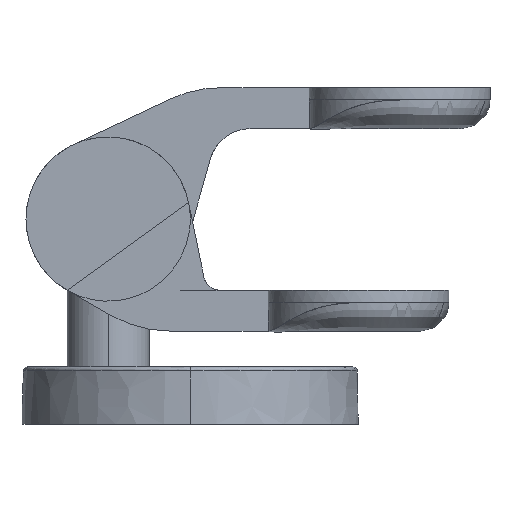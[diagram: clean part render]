
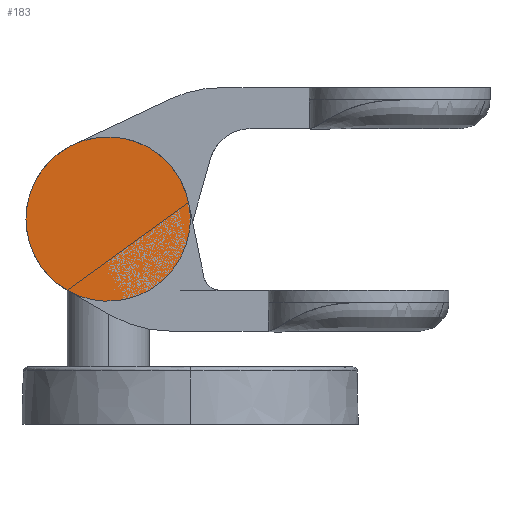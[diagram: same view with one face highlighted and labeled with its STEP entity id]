
A CAD part, left-side view. The second image highlights one B-rep face of the part: STEP entity #183.
In plain terms, the highlighted free-form (B-spline) face has degree [1, 1] with [2, 2] control points.
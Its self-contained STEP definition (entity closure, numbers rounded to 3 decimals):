
#63=B_SPLINE_SURFACE_WITH_KNOTS('',1,1,((#7217,#7218),(#7219,#7220)),
 .UNSPECIFIED.,.F.,.F.,.F.,(2,2),(2,2),(-12.5,12.5),(-2.5,22.5),
 .UNSPECIFIED.);
#183=ADVANCED_FACE('',(#274),#63,.T.);
#274=FACE_OUTER_BOUND('',#373,.T.);
#373=EDGE_LOOP('',(#751,#752));
#751=ORIENTED_EDGE('',*,*,#2364,.T.);
#752=ORIENTED_EDGE('',*,*,#2362,.F.);
#1145=PCURVE('',#2828,#1541);
#1147=PCURVE('',#63,#1543);
#1148=PCURVE('',#63,#1544);
#1150=PCURVE('',#2829,#1546);
#1541=DEFINITIONAL_REPRESENTATION('',(#1899),#7789);
#1543=DEFINITIONAL_REPRESENTATION('',(#2627),#7789);
#1544=DEFINITIONAL_REPRESENTATION('',(#2628),#7789);
#1546=DEFINITIONAL_REPRESENTATION('',(#1902),#7789);
#1899=B_SPLINE_CURVE_WITH_KNOTS('',1,(#7266,#7267),.UNSPECIFIED.,.F.,.F.,
(2,2),(-62.832,-31.416),.UNSPECIFIED.);
#1902=B_SPLINE_CURVE_WITH_KNOTS('',1,(#7289,#7290),.UNSPECIFIED.,.F.,.F.,
(2,2),(0.,31.416),.UNSPECIFIED.);
#2138=SURFACE_CURVE('',#2624,(#1145,#1148),.PCURVE_S1.);
#2140=SURFACE_CURVE('',#2626,(#1147,#1150),.PCURVE_S1.);
#2362=EDGE_CURVE('',#2766,#2768,#2138,.T.);
#2364=EDGE_CURVE('',#2766,#2768,#2140,.T.);
#2624=(
BOUNDED_CURVE()
B_SPLINE_CURVE(2,(#7261,#7262,#7263,#7264,#7265),.UNSPECIFIED.,.F.,.F.)
B_SPLINE_CURVE_WITH_KNOTS((3,2,3),(-62.832,-47.124,
-31.416),.UNSPECIFIED.)
CURVE()
GEOMETRIC_REPRESENTATION_ITEM()
RATIONAL_B_SPLINE_CURVE((1.,0.707,1.,0.707,1.))
REPRESENTATION_ITEM('')
);
#2626=(
BOUNDED_CURVE()
B_SPLINE_CURVE(2,(#7272,#7273,#7274,#7275,#7276),.UNSPECIFIED.,.F.,.F.)
B_SPLINE_CURVE_WITH_KNOTS((3,2,3),(0.,15.708,31.416),
 .UNSPECIFIED.)
CURVE()
GEOMETRIC_REPRESENTATION_ITEM()
RATIONAL_B_SPLINE_CURVE((1.,0.707,1.,0.707,1.))
REPRESENTATION_ITEM('')
);
#2627=(
BOUNDED_CURVE()
B_SPLINE_CURVE(2,(#7277,#7278,#7279,#7280,#7281),.UNSPECIFIED.,.F.,.F.)
B_SPLINE_CURVE_WITH_KNOTS((3,2,3),(0.,15.708,31.416),
 .UNSPECIFIED.)
CURVE()
GEOMETRIC_REPRESENTATION_ITEM()
RATIONAL_B_SPLINE_CURVE((1.,0.707,1.,0.707,1.))
REPRESENTATION_ITEM('')
);
#2628=(
BOUNDED_CURVE()
B_SPLINE_CURVE(2,(#7282,#7283,#7284,#7285,#7286),.UNSPECIFIED.,.F.,.F.)
B_SPLINE_CURVE_WITH_KNOTS((3,2,3),(-62.832,-47.124,
-31.416),.UNSPECIFIED.)
CURVE()
GEOMETRIC_REPRESENTATION_ITEM()
RATIONAL_B_SPLINE_CURVE((1.,0.707,1.,0.707,1.))
REPRESENTATION_ITEM('')
);
#2766=VERTEX_POINT('',#7232);
#2768=VERTEX_POINT('',#7234);
#2828=(
BOUNDED_SURFACE()
B_SPLINE_SURFACE(1,2,((#7207,#7208,#7209,#7210,#7211),(#7212,#7213,#7214,
#7215,#7216)),.UNSPECIFIED.,.F.,.F.,.F.)
B_SPLINE_SURFACE_WITH_KNOTS((2,2),(3,2,3),(0.,60.),(-62.832,-47.124,
-31.416),.UNSPECIFIED.)
GEOMETRIC_REPRESENTATION_ITEM()
RATIONAL_B_SPLINE_SURFACE(((1.,0.707,1.,0.707,1.),
(1.,0.707,1.,0.707,1.)))
REPRESENTATION_ITEM('')
SURFACE()
);
#2829=(
BOUNDED_SURFACE()
B_SPLINE_SURFACE(1,2,((#7221,#7222,#7223,#7224,#7225),(#7226,#7227,#7228,
#7229,#7230)),.UNSPECIFIED.,.F.,.F.,.F.)
B_SPLINE_SURFACE_WITH_KNOTS((2,2),(3,2,3),(0.,60.),(-31.416,-15.708,
0.),.UNSPECIFIED.)
GEOMETRIC_REPRESENTATION_ITEM()
RATIONAL_B_SPLINE_SURFACE(((1.,0.707,1.,0.707,1.),
(1.,0.707,1.,0.707,1.)))
REPRESENTATION_ITEM('')
SURFACE()
);
#7207=CARTESIAN_POINT('',(-159.713,20.,25.));
#7208=CARTESIAN_POINT('',(-159.713,20.,35.));
#7209=CARTESIAN_POINT('',(-159.713,10.,35.));
#7210=CARTESIAN_POINT('',(-159.713,0.,35.));
#7211=CARTESIAN_POINT('',(-159.713,0.,25.));
#7212=CARTESIAN_POINT('',(-219.713,20.,25.));
#7213=CARTESIAN_POINT('',(-219.713,20.,35.));
#7214=CARTESIAN_POINT('',(-219.713,10.,35.));
#7215=CARTESIAN_POINT('',(-219.713,0.,35.));
#7216=CARTESIAN_POINT('',(-219.713,0.,25.));
#7217=CARTESIAN_POINT('',(-219.713,22.5,37.5));
#7218=CARTESIAN_POINT('',(-219.713,-2.5,37.5));
#7219=CARTESIAN_POINT('',(-219.713,22.5,12.5));
#7220=CARTESIAN_POINT('',(-219.713,-2.5,12.5));
#7221=CARTESIAN_POINT('',(-159.713,0.,25.));
#7222=CARTESIAN_POINT('',(-159.713,0.,15.));
#7223=CARTESIAN_POINT('',(-159.713,10.,15.));
#7224=CARTESIAN_POINT('',(-159.713,20.,15.));
#7225=CARTESIAN_POINT('',(-159.713,20.,25.));
#7226=CARTESIAN_POINT('',(-219.713,0.,25.));
#7227=CARTESIAN_POINT('',(-219.713,0.,15.));
#7228=CARTESIAN_POINT('',(-219.713,10.,15.));
#7229=CARTESIAN_POINT('',(-219.713,20.,15.));
#7230=CARTESIAN_POINT('',(-219.713,20.,25.));
#7232=CARTESIAN_POINT('',(-219.713,20.,25.));
#7234=CARTESIAN_POINT('',(-219.713,0.,25.));
#7261=CARTESIAN_POINT('',(-219.713,20.,25.));
#7262=CARTESIAN_POINT('',(-219.713,20.,35.));
#7263=CARTESIAN_POINT('',(-219.713,10.,35.));
#7264=CARTESIAN_POINT('',(-219.713,0.,35.));
#7265=CARTESIAN_POINT('',(-219.713,0.,25.));
#7266=CARTESIAN_POINT('',(60.,-62.832));
#7267=CARTESIAN_POINT('',(60.,-31.416));
#7272=CARTESIAN_POINT('',(-219.713,20.,25.));
#7273=CARTESIAN_POINT('',(-219.713,20.,15.));
#7274=CARTESIAN_POINT('',(-219.713,10.,15.));
#7275=CARTESIAN_POINT('',(-219.713,0.,15.));
#7276=CARTESIAN_POINT('',(-219.713,0.,25.));
#7277=CARTESIAN_POINT('',(0.,0.));
#7278=CARTESIAN_POINT('',(10.,0.));
#7279=CARTESIAN_POINT('',(10.,10.));
#7280=CARTESIAN_POINT('',(10.,20.));
#7281=CARTESIAN_POINT('',(0.,20.));
#7282=CARTESIAN_POINT('',(0.,0.));
#7283=CARTESIAN_POINT('',(-10.,0.));
#7284=CARTESIAN_POINT('',(-10.,10.));
#7285=CARTESIAN_POINT('',(-10.,20.));
#7286=CARTESIAN_POINT('',(0.,20.));
#7289=CARTESIAN_POINT('',(60.,0.));
#7290=CARTESIAN_POINT('',(60.,-31.416));
#7789=(
GEOMETRIC_REPRESENTATION_CONTEXT(2)
PARAMETRIC_REPRESENTATION_CONTEXT()
REPRESENTATION_CONTEXT('pspace','')
);
